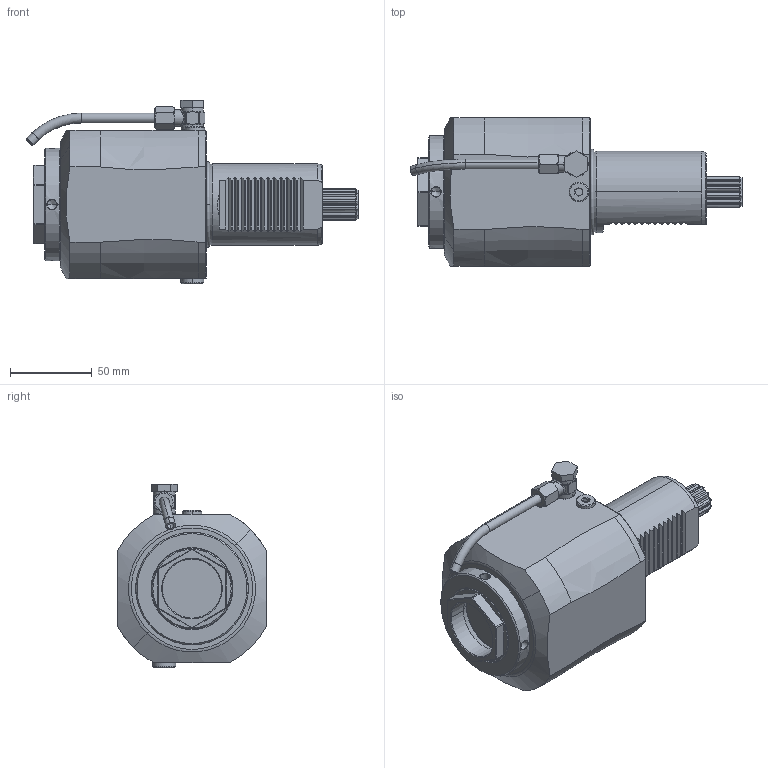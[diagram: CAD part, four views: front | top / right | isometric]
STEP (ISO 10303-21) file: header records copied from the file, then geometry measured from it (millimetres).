
FILE_DESCRIPTION((''),'2;1');
FILE_NAME('NGT1_50_115_40_3HD','2025-04-08T',('vali'),('NOVA GRUP'),'PRO/ENGINEER BY PARAMETRIC TECHNOLOGY CORPORATION, 2010280','PRO/ENGINEER BY PARAMETRIC TECHNOLOGY CORPORATION, 2010280','');
FILE_SCHEMA(('CONFIG_CONTROL_DESIGN'));
Length unit declared in the file: millimetre
Products named in the file (1): NGT1_50_115_40_3HD
Bounding box: 203.44 x 91 x 112.4 mm (x, y, z)
Volume: 828628.3 mm3; surface area: 66970.8 mm2
Topology: 1 solids, 2 shells, 433 faces, 1109 edges, 691 vertices
Faces by surface type: cylinder 154, plane 141, cone 71, torus 37, bspline 30
Entity records: 18900 total; most frequent: CARTESIAN_POINT 8931, ORIENTED_EDGE 2198, DIRECTION 1907, EDGE_CURVE 1099, AXIS2_PLACEMENT_3D 744, VERTEX_POINT 691, EDGE_LOOP 460, FACE_OUTER_BOUND 433
